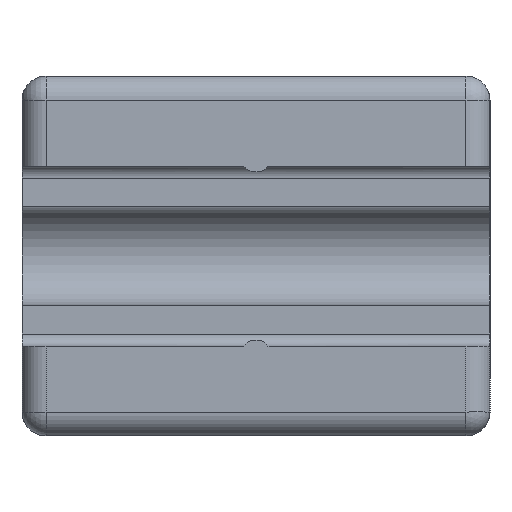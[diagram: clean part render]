
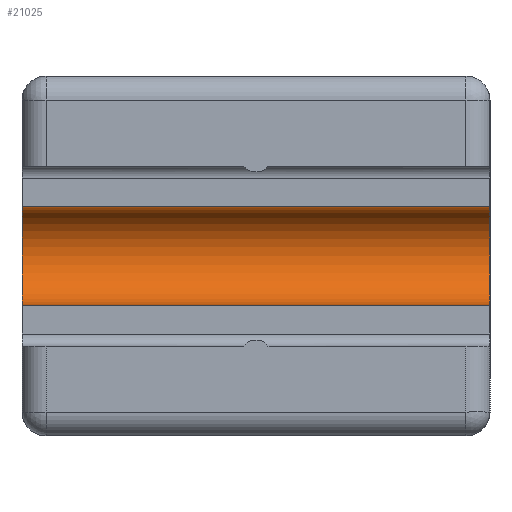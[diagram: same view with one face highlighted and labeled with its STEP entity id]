
A CAD part, left-side view. The second image highlights one B-rep face of the part: STEP entity #21025.
In plain terms, the highlighted cylindrical face has radius 4.1 mm (diameter 8.2 mm), a partial arc.
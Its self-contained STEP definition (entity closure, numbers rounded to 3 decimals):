
#1359=FACE_OUTER_BOUND('',#2662,.T.);
#2662=EDGE_LOOP('',(#16677,#16678,#16679,#16680));
#3553=CIRCLE('',#21973,4.1);
#3746=CIRCLE('',#22240,4.1);
#5593=LINE('',#35042,#7642);
#5594=LINE('',#35043,#7643);
#7642=VECTOR('',#27304,1000.);
#7643=VECTOR('',#27305,1000.);
#9045=VERTEX_POINT('',#31765);
#9046=VERTEX_POINT('',#31767);
#9508=VERTEX_POINT('',#32861);
#9512=VERTEX_POINT('',#32870);
#11105=EDGE_CURVE('',#9046,#9045,#3553,.T.);
#11625=EDGE_CURVE('',#9512,#9508,#3746,.T.);
#12708=EDGE_CURVE('',#9046,#9512,#5593,.T.);
#12709=EDGE_CURVE('',#9045,#9508,#5594,.T.);
#16677=ORIENTED_EDGE('',*,*,#11625,.F.);
#16678=ORIENTED_EDGE('',*,*,#12708,.F.);
#16679=ORIENTED_EDGE('',*,*,#11105,.T.);
#16680=ORIENTED_EDGE('',*,*,#12709,.T.);
#20347=CYLINDRICAL_SURFACE('',#22935,4.1);
#21025=ADVANCED_FACE('',(#1359),#20347,.F.);
#21973=AXIS2_PLACEMENT_3D('',#31768,#24363,#24364);
#22240=AXIS2_PLACEMENT_3D('',#32872,#25222,#25223);
#22935=AXIS2_PLACEMENT_3D('',#35041,#27302,#27303);
#24363=DIRECTION('center_axis',(0.,1.,0.));
#24364=DIRECTION('ref_axis',(0.,0.,1.));
#25222=DIRECTION('center_axis',(0.,1.,0.));
#25223=DIRECTION('ref_axis',(0.,0.,1.));
#27302=DIRECTION('center_axis',(0.,1.,0.));
#27303=DIRECTION('ref_axis',(0.,0.,1.));
#27304=DIRECTION('',(0.,-1.,0.));
#27305=DIRECTION('',(0.,-1.,0.));
#31765=CARTESIAN_POINT('',(-46.,19.5,-4.1));
#31767=CARTESIAN_POINT('',(-46.,19.5,4.1));
#31768=CARTESIAN_POINT('Origin',(-46.,19.5,0.));
#32861=CARTESIAN_POINT('',(-46.,-19.5,-4.1));
#32870=CARTESIAN_POINT('',(-46.,-19.5,4.1));
#32872=CARTESIAN_POINT('Origin',(-46.,-19.5,0.));
#35041=CARTESIAN_POINT('Origin',(-46.,19.5,0.));
#35042=CARTESIAN_POINT('',(-46.,19.5,4.1));
#35043=CARTESIAN_POINT('',(-46.,19.5,-4.1));
